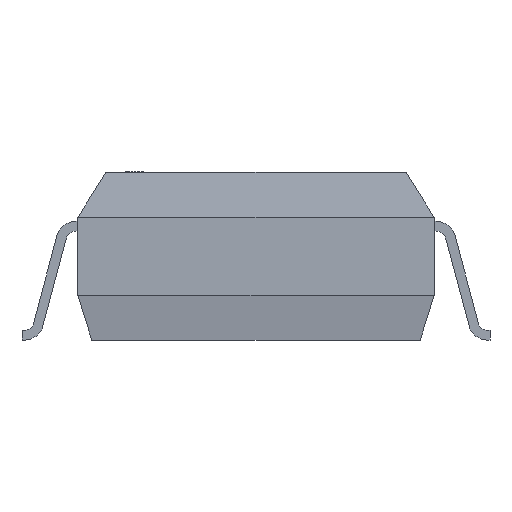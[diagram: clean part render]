
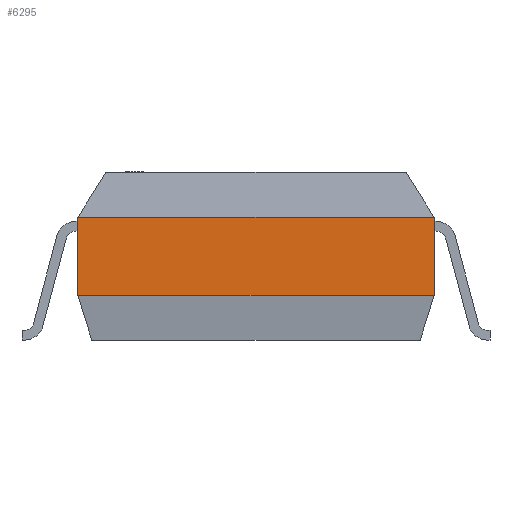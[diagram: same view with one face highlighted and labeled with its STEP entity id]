
A CAD part, front view. The second image highlights one B-rep face of the part: STEP entity #6295.
In plain terms, the highlighted planar face has unit normal (0, -1, 0).
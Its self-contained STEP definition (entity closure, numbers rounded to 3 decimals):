
#621 = VERTEX_POINT ( 'NONE', #10712 ) ;
#818 = CARTESIAN_POINT ( 'NONE',  ( -0.216, -0.851, 0.163 ) ) ;
#1147 = LINE ( 'NONE', #8551, #4558 ) ;
#1347 = FACE_OUTER_BOUND ( 'NONE', #1356, .T. ) ;
#1356 = EDGE_LOOP ( 'NONE', ( #18528, #15186, #4793, #8575 ) ) ;
#2778 = DIRECTION ( 'NONE',  ( 0., -1., 0. ) ) ;
#3679 = VERTEX_POINT ( 'NONE', #16846 ) ;
#4558 = VECTOR ( 'NONE', #17297, 1000. ) ;
#4793 = ORIENTED_EDGE ( 'NONE', *, *, #17739, .T. ) ;
#5421 = DIRECTION ( 'NONE',  ( -1., 0., 0. ) ) ;
#6295 = ADVANCED_FACE ( 'NONE', ( #1347 ), #15805, .T. ) ;
#6612 = CARTESIAN_POINT ( 'NONE',  ( -0.648, -0.851, 0.163 ) ) ;
#6704 = CARTESIAN_POINT ( 'NONE',  ( 0.648, -0.851, 0.163 ) ) ;
#7067 = VERTEX_POINT ( 'NONE', #9739 ) ;
#7326 = B_SPLINE_CURVE_WITH_KNOTS ( 'NONE', 3,
 ( #6704, #13832, #818, #6612 ),
 .UNSPECIFIED., .F., .F.,
 ( 4, 4 ),
 ( 0., 1. ),
 .UNSPECIFIED. ) ;
#7346 = EDGE_CURVE ( 'NONE', #7067, #621, #18089, .T. ) ;
#8084 = CARTESIAN_POINT ( 'NONE',  ( -0.648, -0.851, 0.163 ) ) ;
#8091 = VECTOR ( 'NONE', #5421, 1000. ) ;
#8551 = CARTESIAN_POINT ( 'NONE',  ( 0.648, -0.851, 0.447 ) ) ;
#8575 = ORIENTED_EDGE ( 'NONE', *, *, #7346, .F. ) ;
#8655 = CARTESIAN_POINT ( 'NONE',  ( -0.648, -0.851, 0.163 ) ) ;
#9329 = CARTESIAN_POINT ( 'NONE',  ( 0.648, -0.851, 0.447 ) ) ;
#9739 = CARTESIAN_POINT ( 'NONE',  ( -0.648, -0.851, 0.163 ) ) ;
#9854 = AXIS2_PLACEMENT_3D ( 'NONE', #8655, #2778, #11522 ) ;
#10294 = EDGE_CURVE ( 'NONE', #17664, #3679, #1147, .T. ) ;
#10712 = CARTESIAN_POINT ( 'NONE',  ( -0.648, -0.851, 0.447 ) ) ;
#10957 = DIRECTION ( 'NONE',  ( 0., 0., 1. ) ) ;
#11522 = DIRECTION ( 'NONE',  ( 0., 0., -1. ) ) ;
#13832 = CARTESIAN_POINT ( 'NONE',  ( 0.216, -0.851, 0.163 ) ) ;
#15186 = ORIENTED_EDGE ( 'NONE', *, *, #10294, .F. ) ;
#15805 = PLANE ( 'NONE',  #9854 ) ;
#15872 = EDGE_CURVE ( 'NONE', #3679, #7067, #7326, .T. ) ;
#16846 = CARTESIAN_POINT ( 'NONE',  ( 0.648, -0.851, 0.163 ) ) ;
#17198 = LINE ( 'NONE', #18538, #8091 ) ;
#17297 = DIRECTION ( 'NONE',  ( 0., 0., -1. ) ) ;
#17664 = VERTEX_POINT ( 'NONE', #9329 ) ;
#17739 = EDGE_CURVE ( 'NONE', #17664, #621, #17198, .T. ) ;
#17757 = VECTOR ( 'NONE', #10957, 1000. ) ;
#18089 = LINE ( 'NONE', #8084, #17757 ) ;
#18528 = ORIENTED_EDGE ( 'NONE', *, *, #15872, .F. ) ;
#18538 = CARTESIAN_POINT ( 'NONE',  ( 0.648, -0.851, 0.447 ) ) ;
